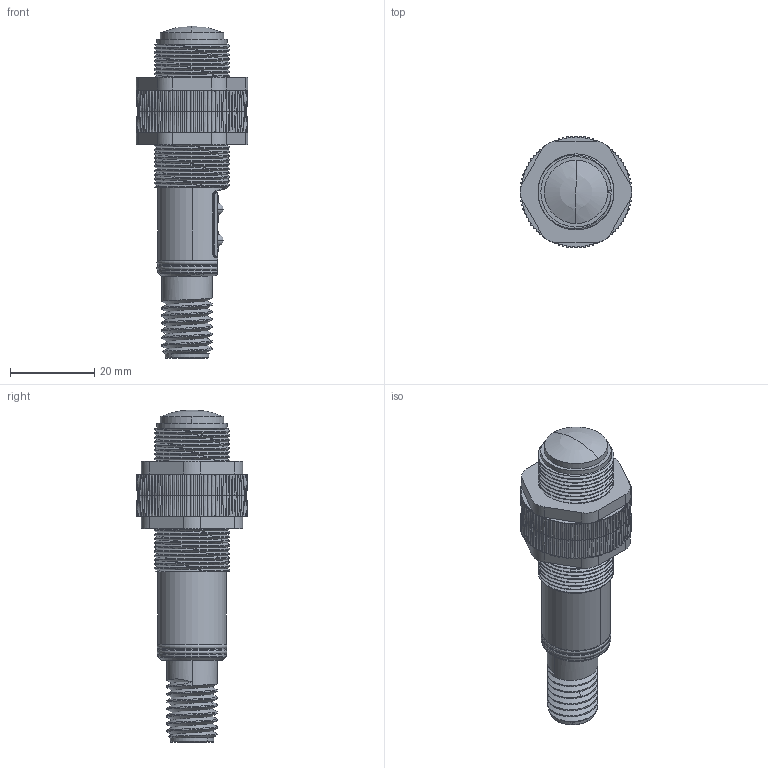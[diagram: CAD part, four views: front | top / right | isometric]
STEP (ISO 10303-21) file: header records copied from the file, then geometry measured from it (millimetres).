
FILE_DESCRIPTION((''),'2;1');
FILE_NAME('8000_SERIE_TOP_ASSY_ASM','2020-09-18T13:55:54',('jss'),(''),'CREO PARAMETRIC BY PTC INC, 2019080','CREO PARAMETRIC BY PTC INC, 2019080','');
FILE_SCHEMA(('AUTOMOTIVE_DESIGN { 1 0 10303 214 1 1 1 1 }'));
Products named in the file (6): CONTROL_BLOCK_2LED_2PTM; 4_PINS; SENSOR_VAULT; PG_I_SMPF8XXX; TP18-NUT; 8000_SERIE_TOP_ASSY_ASM
Assembly tree (6 placements, depth 2):
  8000_SERIE_TOP_ASSY_ASM
    CONTROL_BLOCK_2LED_2PTM
    4_PINS
    SENSOR_VAULT
    PG_I_SMPF8XXX
    TP18-NUT  x2
Bounding box: 26.48 x 26.47 x 78.69 mm (x, y, z)
Volume: 18765.3 mm3; surface area: 11975.1 mm2
Topology: 6 solids, 6 shells, 1319 faces, 3253 edges, 1962 vertices
Faces by surface type: plane 736, cylinder 349, cone 165, bspline 42, sphere 16, torus 11
Entity records: 55073 total; most frequent: CARTESIAN_POINT 27844, ORIENTED_EDGE 4274, DIRECTION 4188, EDGE_CURVE 2137, PRESENTATION_STYLE_ASSIGNMENT 1859, STYLED_ITEM 1843, CURVE_STYLE 1770, AXIS2_PLACEMENT_3D 1683
